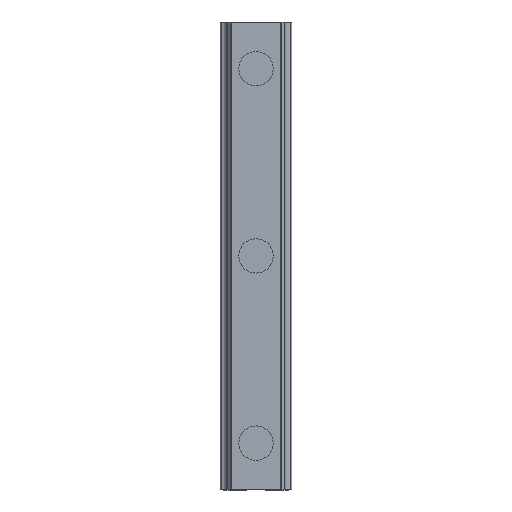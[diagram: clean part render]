
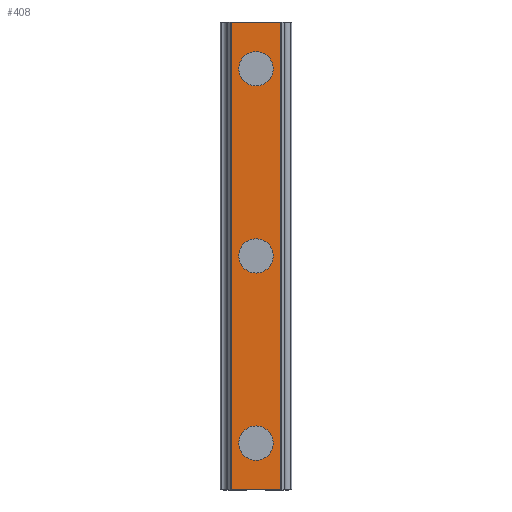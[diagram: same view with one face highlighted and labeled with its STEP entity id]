
A CAD part, top view. The second image highlights one B-rep face of the part: STEP entity #408.
In plain terms, the highlighted planar face has unit normal (0, 0, 1).
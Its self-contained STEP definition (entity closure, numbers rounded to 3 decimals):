
#408=ADVANCED_FACE('',(#836,#837,#838,#839),#840,.T.);
#836=FACE_BOUND('',#1277,.T.);
#837=FACE_BOUND('',#1278,.T.);
#838=FACE_BOUND('',#1279,.T.);
#839=FACE_OUTER_BOUND('',#1280,.T.);
#840=PLANE('',#1281);
#1277=EDGE_LOOP('',(#2505,#2506));
#1278=EDGE_LOOP('',(#2507,#2508));
#1279=EDGE_LOOP('',(#2509,#2510));
#1280=EDGE_LOOP('',(#2511,#2512,#2513,#2514));
#1281=AXIS2_PLACEMENT_3D('',#2515,#2516,#2517);
#2505=ORIENTED_EDGE('',*,*,#2719,.T.);
#2506=ORIENTED_EDGE('',*,*,#3078,.T.);
#2507=ORIENTED_EDGE('',*,*,#2705,.T.);
#2508=ORIENTED_EDGE('',*,*,#3102,.T.);
#2509=ORIENTED_EDGE('',*,*,#2691,.T.);
#2510=ORIENTED_EDGE('',*,*,#3117,.T.);
#2511=ORIENTED_EDGE('',*,*,#3057,.T.);
#2512=ORIENTED_EDGE('',*,*,#3170,.F.);
#2513=ORIENTED_EDGE('',*,*,#2931,.T.);
#2514=ORIENTED_EDGE('',*,*,#3168,.T.);
#2515=CARTESIAN_POINT('',(0.,150.0,18.));
#2516=DIRECTION('',(0.0,0.0,1.0));
#2517=DIRECTION('',(-1.0,0.0,0.0));
#2691=EDGE_CURVE('',#3230,#3227,#3231,.T.);
#2705=EDGE_CURVE('',#3256,#3253,#3257,.T.);
#2719=EDGE_CURVE('',#3282,#3279,#3283,.T.);
#2931=EDGE_CURVE('',#3606,#3604,#3607,.T.);
#3057=EDGE_CURVE('',#3813,#3811,#3814,.T.);
#3078=EDGE_CURVE('',#3279,#3282,#3853,.T.);
#3102=EDGE_CURVE('',#3253,#3256,#3883,.T.);
#3117=EDGE_CURVE('',#3227,#3230,#3901,.T.);
#3168=EDGE_CURVE('',#3604,#3813,#3955,.T.);
#3170=EDGE_CURVE('',#3606,#3811,#3957,.T.);
#3227=VERTEX_POINT('',#4016);
#3230=VERTEX_POINT('',#4020);
#3231=CIRCLE('',#4021,5.5);
#3253=VERTEX_POINT('',#4046);
#3256=VERTEX_POINT('',#4050);
#3257=CIRCLE('',#4051,5.5);
#3279=VERTEX_POINT('',#4076);
#3282=VERTEX_POINT('',#4080);
#3283=CIRCLE('',#4081,5.5);
#3604=VERTEX_POINT('',#4534);
#3606=VERTEX_POINT('',#4536);
#3607=LINE('',#4537,#4538);
#3811=VERTEX_POINT('',#4823);
#3813=VERTEX_POINT('',#4825);
#3814=LINE('',#4826,#4827);
#3853=CIRCLE('',#4875,5.5);
#3883=CIRCLE('',#4913,5.5);
#3901=CIRCLE('',#4934,5.5);
#3955=LINE('',#5009,#5010);
#3957=LINE('',#5012,#5013);
#4016=CARTESIAN_POINT('',(5.5,15.0,18.));
#4020=CARTESIAN_POINT('',(-5.5,15.0,18.));
#4021=AXIS2_PLACEMENT_3D('',#5091,#5092,#5093);
#4046=CARTESIAN_POINT('',(5.5,75.0,18.));
#4050=CARTESIAN_POINT('',(-5.5,75.0,18.));
#4051=AXIS2_PLACEMENT_3D('',#5119,#5120,#5121);
#4076=CARTESIAN_POINT('',(5.5,135.0,18.));
#4080=CARTESIAN_POINT('',(-5.5,135.0,18.));
#4081=AXIS2_PLACEMENT_3D('',#5147,#5148,#5149);
#4534=CARTESIAN_POINT('',(-7.959,150.0,18.));
#4536=CARTESIAN_POINT('',(7.959,150.0,18.));
#4537=CARTESIAN_POINT('',(7.959,150.0,18.));
#4538=VECTOR('',#5360,1.0);
#4823=CARTESIAN_POINT('',(7.959,0.0,18.));
#4825=CARTESIAN_POINT('',(-7.959,0.0,18.));
#4826=CARTESIAN_POINT('',(7.959,0.0,18.));
#4827=VECTOR('',#5502,1.0);
#4875=AXIS2_PLACEMENT_3D('',#5542,#5543,#5544);
#4913=AXIS2_PLACEMENT_3D('',#5577,#5578,#5579);
#4934=AXIS2_PLACEMENT_3D('',#5598,#5599,#5600);
#5009=CARTESIAN_POINT('',(-7.959,150.0,18.));
#5010=VECTOR('',#5637,1.0);
#5012=CARTESIAN_POINT('',(7.959,150.0,18.));
#5013=VECTOR('',#5638,1.0);
#5091=CARTESIAN_POINT('',(0.0,15.0,18.));
#5092=DIRECTION('',(0.0,0.0,-1.0));
#5093=DIRECTION('',(1.0,0.0,0.0));
#5119=CARTESIAN_POINT('',(0.0,75.0,18.));
#5120=DIRECTION('',(0.0,0.0,-1.0));
#5121=DIRECTION('',(1.0,0.0,0.0));
#5147=CARTESIAN_POINT('',(0.0,135.0,18.));
#5148=DIRECTION('',(0.0,0.0,-1.0));
#5149=DIRECTION('',(1.0,0.0,0.0));
#5360=DIRECTION('',(-1.0,0.0,0.0));
#5502=DIRECTION('',(1.0,0.0,0.0));
#5542=CARTESIAN_POINT('',(0.0,135.0,18.));
#5543=DIRECTION('',(0.0,0.0,-1.0));
#5544=DIRECTION('',(1.0,0.0,0.0));
#5577=CARTESIAN_POINT('',(0.0,75.0,18.));
#5578=DIRECTION('',(0.0,0.0,-1.0));
#5579=DIRECTION('',(1.0,0.0,0.0));
#5598=CARTESIAN_POINT('',(0.0,15.0,18.));
#5599=DIRECTION('',(0.0,0.0,-1.0));
#5600=DIRECTION('',(1.0,0.0,0.0));
#5637=DIRECTION('',(0.0,-1.0,0.0));
#5638=DIRECTION('',(0.0,-1.0,0.0));
